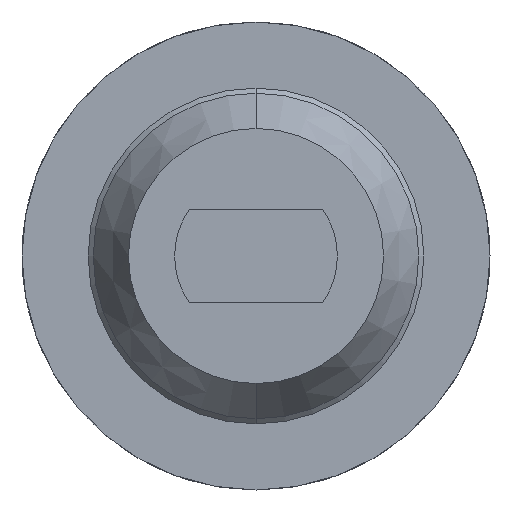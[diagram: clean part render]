
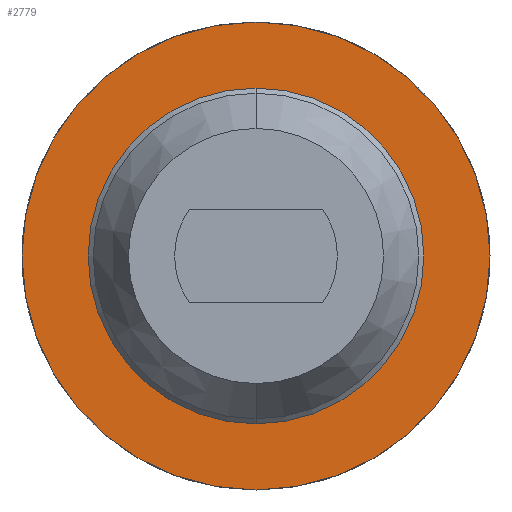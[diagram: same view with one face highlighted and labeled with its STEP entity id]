
A CAD part, front view. The second image highlights one B-rep face of the part: STEP entity #2779.
In plain terms, the highlighted planar face has unit normal (0, -1, 0).
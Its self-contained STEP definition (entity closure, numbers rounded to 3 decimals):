
#130 = EDGE_CURVE ( 'Defeature ausgef�hrt2_20+Defeature ausgef�hrt2_19+Defeature ausgef�hrt2_19+Defeature ausgef�hrt2_19', #452, #4332, #1783, .T. ) ;
#187 = FACE_OUTER_BOUND ( 'NONE', #902, .T. ) ;
#201 = DIRECTION ( 'NONE',  ( 0., 0., 1. ) ) ;
#263 = DIRECTION ( 'NONE',  ( 0., 0., 1. ) ) ;
#282 = CARTESIAN_POINT ( 'NONE',  ( 0., -1.7, 1.15 ) ) ;
#342 = AXIS2_PLACEMENT_3D ( 'NONE', #1517, #391, #1118 ) ;
#391 = DIRECTION ( 'NONE',  ( 0., 1., 0. ) ) ;
#401 = CIRCLE ( 'NONE', #2672, 1.15 ) ;
#452 = VERTEX_POINT ( 'NONE', #4431 ) ;
#504 = ORIENTED_EDGE ( 'NONE', *, *, #130, .T. ) ;
#555 = ORIENTED_EDGE ( 'NONE', *, *, #1619, .F. ) ;
#774 = AXIS2_PLACEMENT_3D ( 'NONE', #1428, #1811, #3687 ) ;
#902 = EDGE_LOOP ( 'NONE', ( #555, #2278 ) ) ;
#934 = DIRECTION ( 'NONE',  ( 0., 1., 0. ) ) ;
#951 = EDGE_CURVE ( 'Defeature ausgef�hrt2_20+Defeature ausgef�hrt2_19+Defeature ausgef�hrt2_19+Defeature ausgef�hrt2_19', #4332, #452, #3762, .T. ) ;
#1049 = FACE_BOUND ( 'NONE', #1256, .T. ) ;
#1092 = CARTESIAN_POINT ( 'NONE',  ( 0., -1.7, -0.825 ) ) ;
#1118 = DIRECTION ( 'NONE',  ( 0., 0., 1. ) ) ;
#1256 = EDGE_LOOP ( 'NONE', ( #504, #4342 ) ) ;
#1329 = CARTESIAN_POINT ( 'NONE',  ( 0., -1.7, 0. ) ) ;
#1428 = CARTESIAN_POINT ( 'NONE',  ( 0.825, -1.7, 0. ) ) ;
#1517 = CARTESIAN_POINT ( 'NONE',  ( 0., -1.7, 0. ) ) ;
#1619 = EDGE_CURVE ( 'Defeature ausgef�hrt2_17+Defeature ausgef�hrt2_20+Defeature ausgef�hrt2_20+Defeature ausgef�hrt2_20', #2000, #2553, #401, .T. ) ;
#1735 = DIRECTION ( 'NONE',  ( 0., 1., 0. ) ) ;
#1783 = CIRCLE ( 'NONE', #2603, 0.825 ) ;
#1811 = DIRECTION ( 'NONE',  ( 0., 1., 0. ) ) ;
#1824 = EDGE_CURVE ( 'Defeature ausgef�hrt2_17+Defeature ausgef�hrt2_20+Defeature ausgef�hrt2_20+Defeature ausgef�hrt2_20', #2553, #2000, #3122, .T. ) ;
#1903 = CARTESIAN_POINT ( 'NONE',  ( 0., -1.7, 0. ) ) ;
#2000 = VERTEX_POINT ( 'NONE', #282 ) ;
#2278 = ORIENTED_EDGE ( 'NONE', *, *, #1824, .F. ) ;
#2438 = CARTESIAN_POINT ( 'NONE',  ( 0., -1.7, 0. ) ) ;
#2553 = VERTEX_POINT ( 'NONE', #4368 ) ;
#2603 = AXIS2_PLACEMENT_3D ( 'NONE', #1329, #1735, #263 ) ;
#2672 = AXIS2_PLACEMENT_3D ( 'NONE', #2438, #934, #201 ) ;
#2779 = ADVANCED_FACE ( 'Defeature ausgef�hrt2_20', ( #187, #1049 ), #4695, .F. ) ;
#3042 = DIRECTION ( 'NONE',  ( 0., 1., 0. ) ) ;
#3122 = CIRCLE ( 'NONE', #342, 1.15 ) ;
#3687 = DIRECTION ( 'NONE',  ( 0., 0., 1. ) ) ;
#3762 = CIRCLE ( 'NONE', #4465, 0.825 ) ;
#4168 = DIRECTION ( 'NONE',  ( 0., 0., 1. ) ) ;
#4332 = VERTEX_POINT ( 'NONE', #1092 ) ;
#4342 = ORIENTED_EDGE ( 'NONE', *, *, #951, .T. ) ;
#4368 = CARTESIAN_POINT ( 'NONE',  ( 0., -1.7, -1.15 ) ) ;
#4431 = CARTESIAN_POINT ( 'NONE',  ( 0., -1.7, 0.825 ) ) ;
#4465 = AXIS2_PLACEMENT_3D ( 'NONE', #1903, #3042, #4168 ) ;
#4695 = PLANE ( 'NONE',  #774 ) ;
